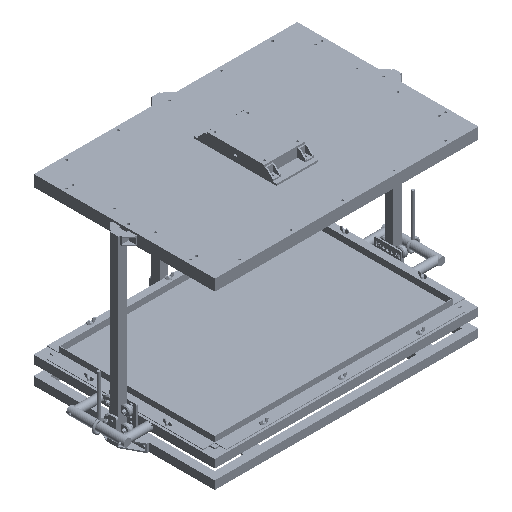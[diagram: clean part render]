
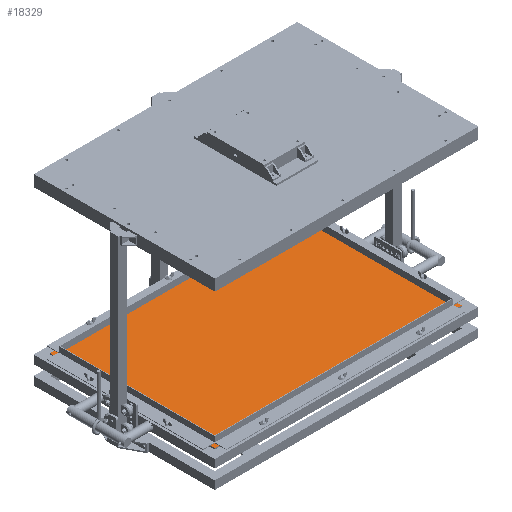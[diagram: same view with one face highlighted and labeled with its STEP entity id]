
A CAD part, isometric view. The second image highlights one B-rep face of the part: STEP entity #18329.
In plain terms, the highlighted planar face has unit normal (0, 0, 1).
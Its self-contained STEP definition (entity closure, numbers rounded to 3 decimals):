
#2321=FACE_OUTER_BOUND('',#3396,.T.);
#3396=EDGE_LOOP('',(#12776,#12777,#12778,#12779));
#4834=LINE('',#26948,#6583);
#4837=LINE('',#26954,#6586);
#4840=LINE('',#26960,#6589);
#4843=LINE('',#26964,#6592);
#6583=VECTOR('',#21520,10.);
#6586=VECTOR('',#21525,10.);
#6589=VECTOR('',#21530,10.);
#6592=VECTOR('',#21535,10.);
#8298=VERTEX_POINT('',#26945);
#8299=VERTEX_POINT('',#26947);
#8301=VERTEX_POINT('',#26953);
#8303=VERTEX_POINT('',#26959);
#10040=EDGE_CURVE('',#8299,#8298,#4834,.T.);
#10043=EDGE_CURVE('',#8301,#8299,#4837,.T.);
#10046=EDGE_CURVE('',#8303,#8301,#4840,.T.);
#10049=EDGE_CURVE('',#8298,#8303,#4843,.T.);
#12776=ORIENTED_EDGE('',*,*,#10049,.T.);
#12777=ORIENTED_EDGE('',*,*,#10046,.T.);
#12778=ORIENTED_EDGE('',*,*,#10043,.T.);
#12779=ORIENTED_EDGE('',*,*,#10040,.T.);
#17659=PLANE('',#19474);
#18329=ADVANCED_FACE('',(#2321),#17659,.T.);
#19474=AXIS2_PLACEMENT_3D('',#26965,#21536,#21537);
#21520=DIRECTION('',(1.,0.,0.));
#21525=DIRECTION('',(0.,-1.,0.));
#21530=DIRECTION('',(-1.,0.,0.));
#21535=DIRECTION('',(0.,1.,0.));
#21536=DIRECTION('center_axis',(0.,0.,1.));
#21537=DIRECTION('ref_axis',(1.,0.,0.));
#26945=CARTESIAN_POINT('',(300.,-200.,3.));
#26947=CARTESIAN_POINT('',(-300.,-200.,3.));
#26948=CARTESIAN_POINT('',(-300.,-200.,3.));
#26953=CARTESIAN_POINT('',(-300.,200.,3.));
#26954=CARTESIAN_POINT('',(-300.,200.,3.));
#26959=CARTESIAN_POINT('',(300.,200.,3.));
#26960=CARTESIAN_POINT('',(300.,200.,3.));
#26964=CARTESIAN_POINT('',(300.,-200.,3.));
#26965=CARTESIAN_POINT('Origin',(0.,0.,3.));
